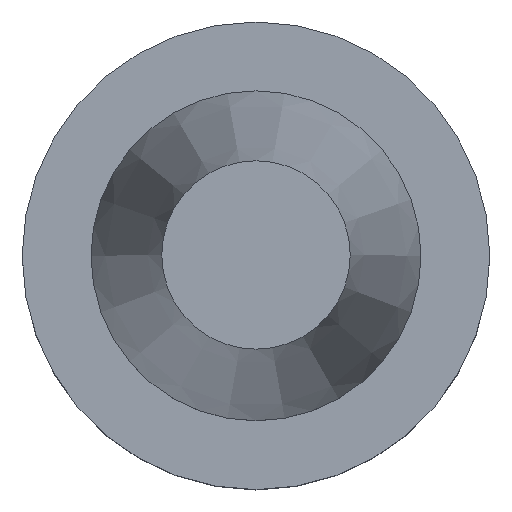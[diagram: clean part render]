
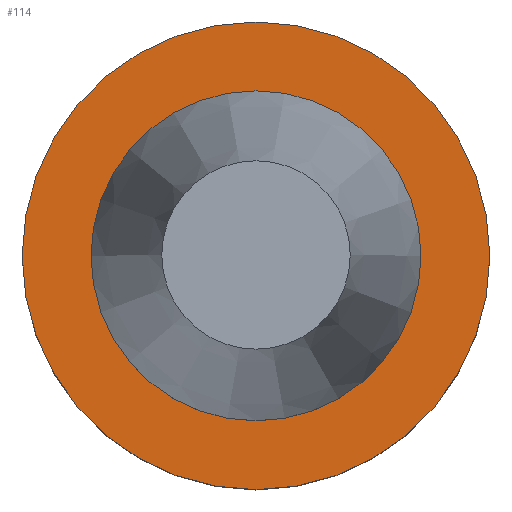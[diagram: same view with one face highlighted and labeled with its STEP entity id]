
A CAD part, top view. The second image highlights one B-rep face of the part: STEP entity #114.
In plain terms, the highlighted planar face has unit normal (0, 0, 1).
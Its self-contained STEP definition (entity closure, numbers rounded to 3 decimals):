
#98=PLANE('',#387);
#114=ADVANCED_FACE('',(#142,#143),#98,.T.);
#142=FACE_BOUND('',#168,.T.);
#143=FACE_BOUND('',#169,.T.);
#168=EDGE_LOOP('',(#206));
#169=EDGE_LOOP('',(#207));
#206=ORIENTED_EDGE('',*,*,#309,.F.);
#207=ORIENTED_EDGE('',*,*,#310,.T.);
#280=VERTEX_POINT('',#535);
#281=VERTEX_POINT('',#537);
#309=EDGE_CURVE('',#280,#280,#346,.T.);
#310=EDGE_CURVE('',#281,#281,#347,.T.);
#346=CIRCLE('',#385,22.225);
#347=CIRCLE('',#386,31.5);
#385=AXIS2_PLACEMENT_3D('',#534,#433,#434);
#386=AXIS2_PLACEMENT_3D('',#536,#435,#436);
#387=AXIS2_PLACEMENT_3D('',#538,#437,#438);
#433=DIRECTION('',(0.,0.,1.));
#434=DIRECTION('',(1.,0.,0.));
#435=DIRECTION('',(0.,0.,1.));
#436=DIRECTION('',(1.,0.,0.));
#437=DIRECTION('',(0.,0.,1.));
#438=DIRECTION('',(-1.,0.,0.));
#534=CARTESIAN_POINT('',(0.,0.,-2.));
#535=CARTESIAN_POINT('',(22.225,0.,-2.));
#536=CARTESIAN_POINT('',(0.,0.,-2.));
#537=CARTESIAN_POINT('',(31.5,0.,-2.));
#538=CARTESIAN_POINT('',(-26.863,0.,-2.));
